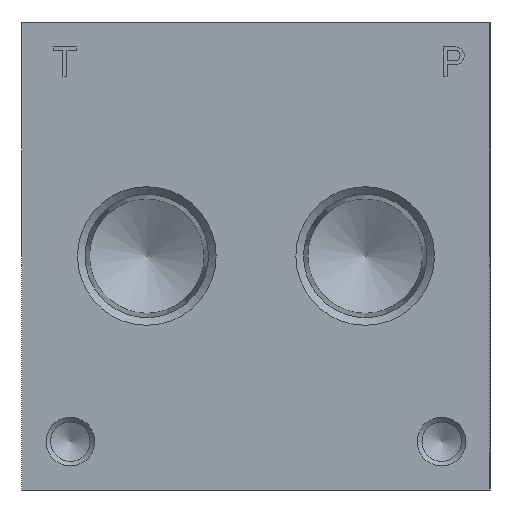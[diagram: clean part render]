
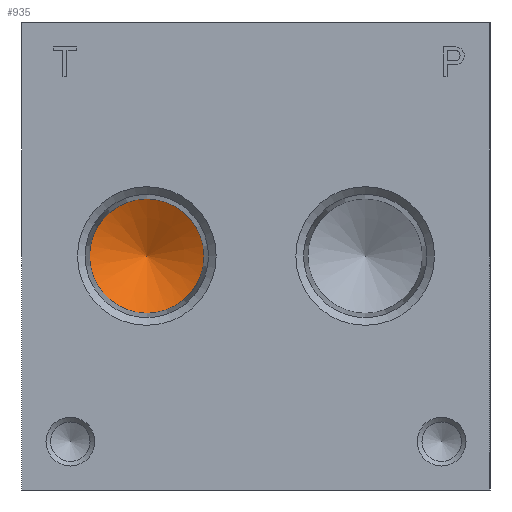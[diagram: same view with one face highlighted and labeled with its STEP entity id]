
A CAD part, left-side view. The second image highlights one B-rep face of the part: STEP entity #935.
In plain terms, the highlighted conical face has half-angle 61.526 degrees and reference radius 9.32 mm.
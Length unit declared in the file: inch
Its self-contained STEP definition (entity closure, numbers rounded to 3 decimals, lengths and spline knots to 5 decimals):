
#935 = ADVANCED_FACE( '', ( #2014, #2015 ), #2016, .F. );
#2014 = FACE_BOUND( '', #3151, .T. );
#2015 = FACE_OUTER_BOUND( '', #3152, .T. );
#2016 = CONICAL_SURFACE( '', #3153, 0.36691, 1.074 );
#3151 = VERTEX_LOOP( '', #5767 );
#3152 = EDGE_LOOP( '', ( #5768 ) );
#3153 = AXIS2_PLACEMENT_3D( '', #5769, #5770, #5771 );
#5767 = VERTEX_POINT( '', #7190 );
#5768 = ORIENTED_EDGE( '', *, *, #7166, .F. );
#5769 = CARTESIAN_POINT( '', ( 0.962, 2.2, 1.5 ) );
#5770 = DIRECTION( '', ( -1., 0., 0. ) );
#5771 = DIRECTION( '', ( 0., 0., 1. ) );
#7166 = EDGE_CURVE( '', #8768, #8768, #8769, .T. );
#7190 = CARTESIAN_POINT( '', ( 1.161, 2.2, 1.5 ) );
#8768 = VERTEX_POINT( '', #10906 );
#8769 = CIRCLE( '', #10907, 0.36691 );
#10906 = CARTESIAN_POINT( '', ( 0.962, 2.2, 1.13309 ) );
#10907 = AXIS2_PLACEMENT_3D( '', #12108, #12109, #12110 );
#12108 = CARTESIAN_POINT( '', ( 0.962, 2.2, 1.5 ) );
#12109 = DIRECTION( '', ( 1., 0., 0. ) );
#12110 = DIRECTION( '', ( 0., 0., -1. ) );
